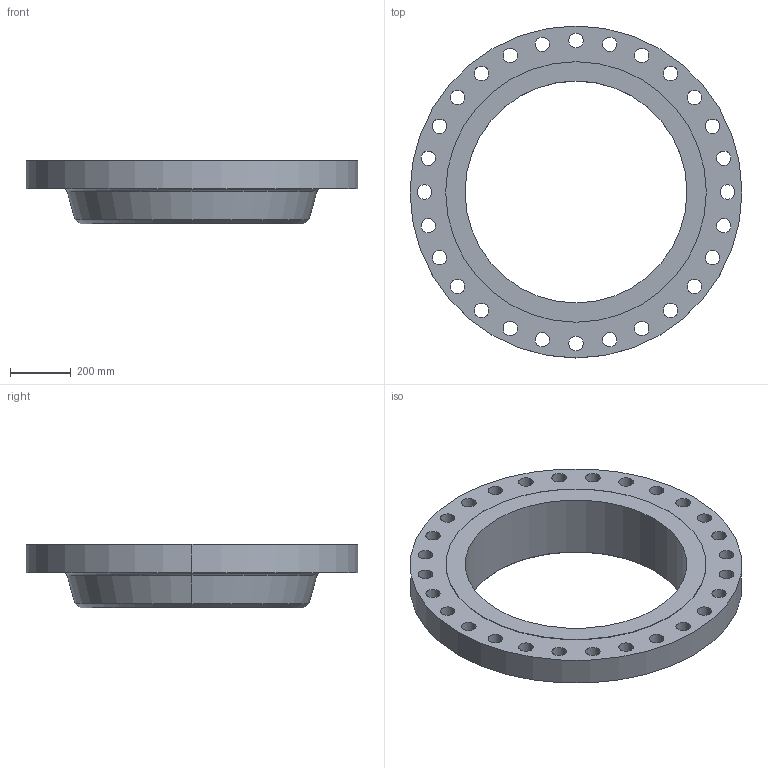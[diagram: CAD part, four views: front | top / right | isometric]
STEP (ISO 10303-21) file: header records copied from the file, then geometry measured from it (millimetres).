
FILE_DESCRIPTION (( 'STEP AP203' ), '1' );
FILE_NAME ('30_300_B1647A_RF_WNF_OB_S30.STEP', '2024-01-17T23:14:46', ( '' ), ( '' ), 'SwSTEP 2.0', 'SolidWorks 2023', '' );
FILE_SCHEMA (( 'CONFIG_CONTROL_DESIGN' ));
Length unit declared in the file: inch
Products named in the file (1): 30_300_B1647A_RF_WNF_OB_S30
Bounding box: 1092.2 x 1092.2 x 209.55 mm (x, y, z)
Volume: 52137140 mm3; surface area: 2319954.6 mm2
Topology: 1 solids, 1 shells, 72 faces, 200 edges, 132 vertices
Faces by surface type: cylinder 62, cone 4, plane 4, torus 2
Entity records: 2581 total; most frequent: DIRECTION 480, CARTESIAN_POINT 405, ORIENTED_EDGE 400, AXIS2_PLACEMENT_3D 207, EDGE_CURVE 200, CIRCLE 134, VERTEX_POINT 132, EDGE_LOOP 132
